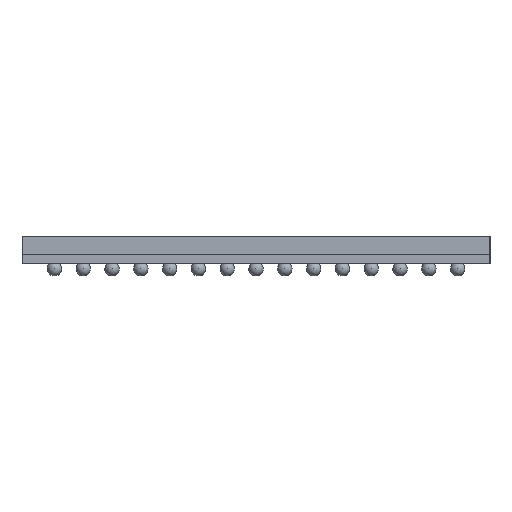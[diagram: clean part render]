
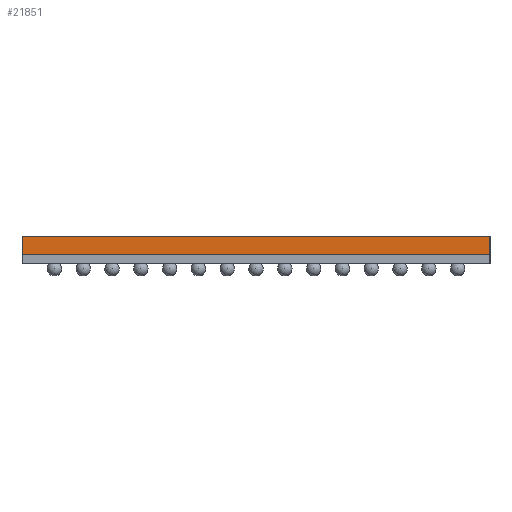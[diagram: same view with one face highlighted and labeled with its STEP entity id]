
A CAD part, left-side view. The second image highlights one B-rep face of the part: STEP entity #21851.
In plain terms, the highlighted planar face has unit normal (-1, 0, 0).
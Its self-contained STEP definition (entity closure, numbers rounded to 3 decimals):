
#1710 = LINE ( 'NONE', #4439, #28110 ) ;
#2835 = DIRECTION ( 'NONE',  ( 0., 0., -1. ) ) ;
#3416 = ORIENTED_EDGE ( 'NONE', *, *, #27291, .F. ) ;
#3497 = FACE_OUTER_BOUND ( 'NONE', #5170, .T. ) ;
#4121 = DIRECTION ( 'NONE',  ( 0., 0., -1. ) ) ;
#4439 = CARTESIAN_POINT ( 'NONE',  ( -6.5, 6.5, 0.5 ) ) ;
#5170 = EDGE_LOOP ( 'NONE', ( #8072, #3416, #5642, #18555 ) ) ;
#5401 = CARTESIAN_POINT ( 'NONE',  ( -6.5, -6.5, 0.5 ) ) ;
#5642 = ORIENTED_EDGE ( 'NONE', *, *, #7110, .F. ) ;
#6777 = VECTOR ( 'NONE', #27238, 1000. ) ;
#7000 = EDGE_CURVE ( 'NONE', #18654, #14861, #27768, .T. ) ;
#7110 = EDGE_CURVE ( 'NONE', #11358, #7559, #9181, .T. ) ;
#7559 = VERTEX_POINT ( 'NONE', #15875 ) ;
#8072 = ORIENTED_EDGE ( 'NONE', *, *, #7000, .T. ) ;
#9181 = LINE ( 'NONE', #24681, #6777 ) ;
#10270 = CARTESIAN_POINT ( 'NONE',  ( -6.5, -6.5, 0. ) ) ;
#11358 = VERTEX_POINT ( 'NONE', #25080 ) ;
#12807 = EDGE_CURVE ( 'NONE', #11358, #18654, #1710, .T. ) ;
#13173 = PLANE ( 'NONE',  #13765 ) ;
#13765 = AXIS2_PLACEMENT_3D ( 'NONE', #16240, #18978, #21534 ) ;
#14861 = VERTEX_POINT ( 'NONE', #10270 ) ;
#15875 = CARTESIAN_POINT ( 'NONE',  ( -6.5, -6.5, 0.5 ) ) ;
#16240 = CARTESIAN_POINT ( 'NONE',  ( -6.5, 6.5, 0.5 ) ) ;
#18555 = ORIENTED_EDGE ( 'NONE', *, *, #12807, .T. ) ;
#18654 = VERTEX_POINT ( 'NONE', #33240 ) ;
#18978 = DIRECTION ( 'NONE',  ( 1., 0., 0. ) ) ;
#21534 = DIRECTION ( 'NONE',  ( 0., 1., 0. ) ) ;
#21851 = ADVANCED_FACE ( 'NONE', ( #3497 ), #13173, .F. ) ;
#22955 = VECTOR ( 'NONE', #2835, 1000. ) ;
#24681 = CARTESIAN_POINT ( 'NONE',  ( -6.5, 6.5, 0.5 ) ) ;
#25080 = CARTESIAN_POINT ( 'NONE',  ( -6.5, 6.5, 0.5 ) ) ;
#25927 = CARTESIAN_POINT ( 'NONE',  ( -6.5, 6.5, 0. ) ) ;
#27238 = DIRECTION ( 'NONE',  ( 0., -1., 0. ) ) ;
#27291 = EDGE_CURVE ( 'NONE', #7559, #14861, #28719, .T. ) ;
#27768 = LINE ( 'NONE', #25927, #31784 ) ;
#28110 = VECTOR ( 'NONE', #4121, 1000. ) ;
#28290 = DIRECTION ( 'NONE',  ( 0., -1., 0. ) ) ;
#28719 = LINE ( 'NONE', #5401, #22955 ) ;
#31784 = VECTOR ( 'NONE', #28290, 1000. ) ;
#33240 = CARTESIAN_POINT ( 'NONE',  ( -6.5, 6.5, 0. ) ) ;
